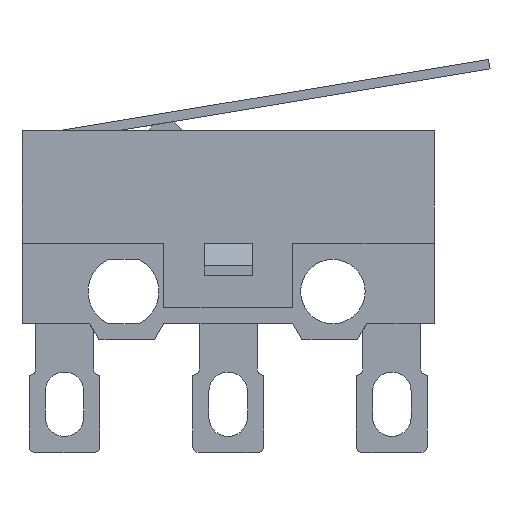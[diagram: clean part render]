
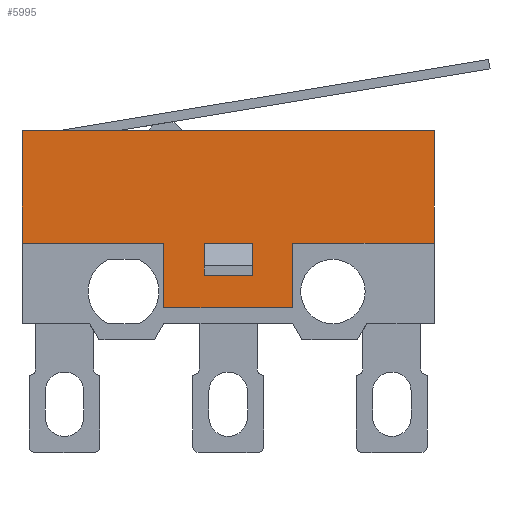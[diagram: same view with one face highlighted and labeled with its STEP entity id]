
A CAD part, front view. The second image highlights one B-rep face of the part: STEP entity #5995.
In plain terms, the highlighted planar face has unit normal (0, -1, 0).
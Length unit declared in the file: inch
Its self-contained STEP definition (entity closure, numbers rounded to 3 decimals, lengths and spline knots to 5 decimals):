
#2718=CARTESIAN_POINT('',(-0.25197,-0.1122,0.1378));
#2719=VERTEX_POINT('',#2718);
#2728=CARTESIAN_POINT('',(0.25197,-0.1122,0.1378));
#2729=VERTEX_POINT('',#2728);
#2730=CARTESIAN_POINT('',(0.25197,-0.1122,0.1378));
#2731=DIRECTION('',(-1.0,0.0,0.0));
#2732=VECTOR('',#2731,0.50394);
#2733=LINE('',#2730,#2732);
#2734=EDGE_CURVE('',#2729,#2719,#2733,.T.);
#3513=CARTESIAN_POINT('',(0.07874,-0.1122,0.0));
#3514=VERTEX_POINT('',#3513);
#3515=CARTESIAN_POINT('',(0.07874,-0.1122,-0.07874));
#3516=VERTEX_POINT('',#3515);
#3517=CARTESIAN_POINT('',(0.07874,-0.1122,0.0));
#3518=DIRECTION('',(0.0,0.0,-1.0));
#3519=VECTOR('',#3518,0.07874);
#3520=LINE('',#3517,#3519);
#3521=EDGE_CURVE('',#3514,#3516,#3520,.T.);
#3553=CARTESIAN_POINT('',(0.02953,-0.1122,-0.0248));
#3554=VERTEX_POINT('',#3553);
#3555=CARTESIAN_POINT('',(0.02953,-0.1122,-0.03937));
#3556=VERTEX_POINT('',#3555);
#3557=CARTESIAN_POINT('',(0.02953,-0.1122,-0.0248));
#3558=DIRECTION('',(0.0,0.0,-1.0));
#3559=VECTOR('',#3558,0.01457);
#3560=LINE('',#3557,#3559);
#3561=EDGE_CURVE('',#3554,#3556,#3560,.T.);
#3593=CARTESIAN_POINT('',(-0.07874,-0.1122,-0.07874));
#3594=VERTEX_POINT('',#3593);
#3595=CARTESIAN_POINT('',(-0.07874,-0.1122,-0.07874));
#3596=DIRECTION('',(1.0,0.0,0.0));
#3597=VECTOR('',#3596,0.15748);
#3598=LINE('',#3595,#3597);
#3599=EDGE_CURVE('',#3594,#3516,#3598,.T.);
#3624=CARTESIAN_POINT('',(-0.07874,-0.1122,0.0));
#3625=VERTEX_POINT('',#3624);
#3626=CARTESIAN_POINT('',(-0.07874,-0.1122,0.0));
#3627=DIRECTION('',(0.0,0.0,-1.0));
#3628=VECTOR('',#3627,0.07874);
#3629=LINE('',#3626,#3628);
#3630=EDGE_CURVE('',#3625,#3594,#3629,.T.);
#3695=CARTESIAN_POINT('',(-0.25197,-0.1122,0.0));
#3696=VERTEX_POINT('',#3695);
#3697=CARTESIAN_POINT('',(-0.25197,-0.1122,0.0));
#3698=DIRECTION('',(1.0,0.0,0.0));
#3699=VECTOR('',#3698,0.17323);
#3700=LINE('',#3697,#3699);
#3701=EDGE_CURVE('',#3696,#3625,#3700,.T.);
#3726=CARTESIAN_POINT('',(0.25197,-0.1122,0.0));
#3727=VERTEX_POINT('',#3726);
#3728=CARTESIAN_POINT('',(0.07874,-0.1122,0.0));
#3729=DIRECTION('',(1.0,0.0,0.0));
#3730=VECTOR('',#3729,0.17323);
#3731=LINE('',#3728,#3730);
#3732=EDGE_CURVE('',#3514,#3727,#3731,.T.);
#4044=CARTESIAN_POINT('',(-0.02953,-0.1122,-0.03937));
#4045=VERTEX_POINT('',#4044);
#4046=CARTESIAN_POINT('',(-0.02953,-0.1122,-0.0248));
#4047=VERTEX_POINT('',#4046);
#4048=CARTESIAN_POINT('',(-0.02953,-0.1122,-0.03937));
#4049=DIRECTION('',(0.0,0.0,1.0));
#4050=VECTOR('',#4049,0.01457);
#4051=LINE('',#4048,#4050);
#4052=EDGE_CURVE('',#4045,#4047,#4051,.T.);
#4084=CARTESIAN_POINT('',(0.02953,-0.1122,-0.03937));
#4085=DIRECTION('',(-1.0,0.0,0.0));
#4086=VECTOR('',#4085,0.05906);
#4087=LINE('',#4084,#4086);
#4088=EDGE_CURVE('',#3556,#4045,#4087,.T.);
#4786=CARTESIAN_POINT('',(0.02953,-0.1122,0.0));
#4787=VERTEX_POINT('',#4786);
#4788=CARTESIAN_POINT('',(0.02953,-0.1122,0.0));
#4789=DIRECTION('',(0.0,0.0,-1.0));
#4790=VECTOR('',#4789,0.0248);
#4791=LINE('',#4788,#4790);
#4792=EDGE_CURVE('',#4787,#3554,#4791,.T.);
#4833=CARTESIAN_POINT('',(-0.02953,-0.1122,0.0));
#4834=VERTEX_POINT('',#4833);
#4841=CARTESIAN_POINT('',(-0.02953,-0.1122,-0.0248));
#4842=DIRECTION('',(0.0,0.0,1.0));
#4843=VECTOR('',#4842,0.0248);
#4844=LINE('',#4841,#4843);
#4845=EDGE_CURVE('',#4047,#4834,#4844,.T.);
#4972=CARTESIAN_POINT('',(-0.02953,-0.1122,0.0));
#4973=DIRECTION('',(1.0,0.0,0.0));
#4974=VECTOR('',#4973,0.05906);
#4975=LINE('',#4972,#4974);
#4976=EDGE_CURVE('',#4834,#4787,#4975,.T.);
#5913=CARTESIAN_POINT('',(-0.25197,-0.1122,0.0));
#5914=DIRECTION('',(0.0,0.0,1.0));
#5915=VECTOR('',#5914,0.1378);
#5916=LINE('',#5913,#5915);
#5917=EDGE_CURVE('',#3696,#2719,#5916,.T.);
#5957=CARTESIAN_POINT('',(0.25197,-0.1122,0.0));
#5958=DIRECTION('',(0.0,0.0,1.0));
#5959=VECTOR('',#5958,0.1378);
#5960=LINE('',#5957,#5959);
#5961=EDGE_CURVE('',#3727,#2729,#5960,.T.);
#5972=CARTESIAN_POINT('',(-0.27717,-0.1122,0.14862));
#5973=DIRECTION('',(0.0,-1.0,0.0));
#5974=DIRECTION('',(0.0,0.0,-1.0));
#5975=AXIS2_PLACEMENT_3D('',#5972,#5973,#5974);
#5976=PLANE('',#5975);
#5977=ORIENTED_EDGE('',*,*,#2734,.T.);
#5978=ORIENTED_EDGE('',*,*,#5917,.F.);
#5979=ORIENTED_EDGE('',*,*,#3701,.T.);
#5980=ORIENTED_EDGE('',*,*,#3630,.T.);
#5981=ORIENTED_EDGE('',*,*,#3599,.T.);
#5982=ORIENTED_EDGE('',*,*,#3521,.F.);
#5983=ORIENTED_EDGE('',*,*,#3732,.T.);
#5984=ORIENTED_EDGE('',*,*,#5961,.T.);
#5985=EDGE_LOOP('',(#5977,#5978,#5979,#5980,#5981,#5982,#5983,#5984));
#5986=FACE_OUTER_BOUND('',#5985,.T.);
#5987=ORIENTED_EDGE('',*,*,#4052,.T.);
#5988=ORIENTED_EDGE('',*,*,#4845,.T.);
#5989=ORIENTED_EDGE('',*,*,#4976,.T.);
#5990=ORIENTED_EDGE('',*,*,#4792,.T.);
#5991=ORIENTED_EDGE('',*,*,#3561,.T.);
#5992=ORIENTED_EDGE('',*,*,#4088,.T.);
#5993=EDGE_LOOP('',(#5987,#5988,#5989,#5990,#5991,#5992));
#5994=FACE_BOUND('',#5993,.T.);
#5995=ADVANCED_FACE('',(#5986,#5994),#5976,.T.);
